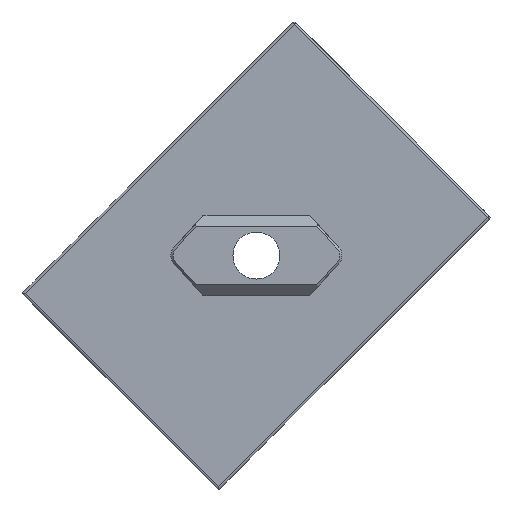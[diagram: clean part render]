
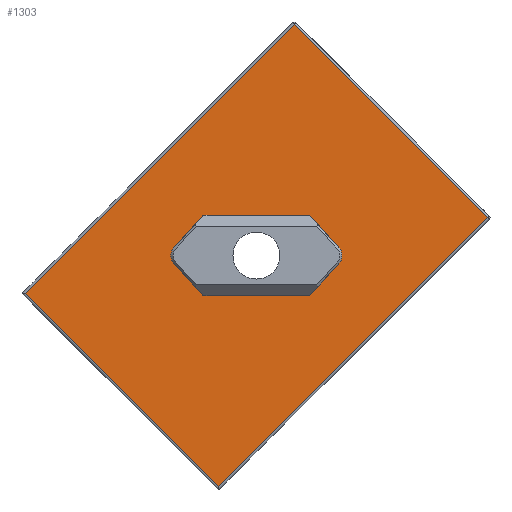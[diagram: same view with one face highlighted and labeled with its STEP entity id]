
A CAD part, front view. The second image highlights one B-rep face of the part: STEP entity #1303.
In plain terms, the highlighted planar face has unit normal (0, -1, 0).
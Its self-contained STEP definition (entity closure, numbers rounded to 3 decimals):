
#33 = CARTESIAN_POINT ( 'NONE',  ( -14.239, 5.879, -14.213 ) ) ;
#57 = DIRECTION ( 'NONE',  ( 1., 0., 0. ) ) ;
#77 = EDGE_CURVE ( 'NONE', #396, #2566, #1321, .T. ) ;
#143 = CARTESIAN_POINT ( 'NONE',  ( -15.798, 5.879, 7.778 ) ) ;
#178 = DIRECTION ( 'NONE',  ( 1., 0., 0. ) ) ;
#179 = ORIENTED_EDGE ( 'NONE', *, *, #2105, .T. ) ;
#189 = VECTOR ( 'NONE', #2404, 1000. ) ;
#193 = CARTESIAN_POINT ( 'NONE',  ( -15.445, 5.879, 7.425 ) ) ;
#213 = DIRECTION ( 'NONE',  ( 1., 0., 0. ) ) ;
#223 = VECTOR ( 'NONE', #2859, 1000. ) ;
#227 = FACE_BOUND ( 'NONE', #919, .T. ) ;
#261 = DIRECTION ( 'NONE',  ( -0.707, 0., -0.707 ) ) ;
#278 = CARTESIAN_POINT ( 'NONE',  ( -7.804, 5.879, 4.876 ) ) ;
#333 = CARTESIAN_POINT ( 'NONE',  ( -7.979, 5.879, 10.149 ) ) ;
#334 = ORIENTED_EDGE ( 'NONE', *, *, #1668, .T. ) ;
#337 = CIRCLE ( 'NONE', #1423, 4.1 ) ;
#396 = VERTEX_POINT ( 'NONE', #1748 ) ;
#409 = LINE ( 'NONE', #2886, #189 ) ;
#417 = VERTEX_POINT ( 'NONE', #1458 ) ;
#443 = EDGE_CURVE ( 'NONE', #2554, #1441, #771, .T. ) ;
#482 = CARTESIAN_POINT ( 'NONE',  ( -10.703, 5.879, 7.075 ) ) ;
#548 = CARTESIAN_POINT ( 'NONE',  ( -13.603, 5.879, 4.876 ) ) ;
#576 = EDGE_CURVE ( 'NONE', #2566, #2290, #915, .T. ) ;
#585 = AXIS2_PLACEMENT_3D ( 'NONE', #698, #2787, #943 ) ;
#596 = LINE ( 'NONE', #2286, #3091 ) ;
#605 = CARTESIAN_POINT ( 'NONE',  ( -10.703, 5.879, 7.775 ) ) ;
#613 = CARTESIAN_POINT ( 'NONE',  ( -32.341, 5.879, 3.889 ) ) ;
#624 = CARTESIAN_POINT ( 'NONE',  ( -5.962, 5.879, 7.425 ) ) ;
#690 = EDGE_CURVE ( 'NONE', #1543, #1505, #596, .T. ) ;
#698 = CARTESIAN_POINT ( 'NONE',  ( -10.703, 5.879, 7.425 ) ) ;
#727 = CARTESIAN_POINT ( 'NONE',  ( 10.934, 5.879, 10.96 ) ) ;
#771 = LINE ( 'NONE', #1663, #1386 ) ;
#863 = CIRCLE ( 'NONE', #2633, 4.1 ) ;
#915 = LINE ( 'NONE', #2131, #2442 ) ;
#919 = EDGE_LOOP ( 'NONE', ( #2747, #1734, #1225, #2786, #2447, #1849, #1365, #2327, #2490 ) ) ;
#943 = DIRECTION ( 'NONE',  ( 1., 0., 0. ) ) ;
#944 = LINE ( 'NONE', #727, #223 ) ;
#977 = CIRCLE ( 'NONE', #1519, 4.1 ) ;
#1043 = EDGE_CURVE ( 'NONE', #1842, #396, #409, .T. ) ;
#1056 = FACE_OUTER_BOUND ( 'NONE', #2918, .T. ) ;
#1128 = VERTEX_POINT ( 'NONE', #1617 ) ;
#1149 = DIRECTION ( 'NONE',  ( 0.707, 0., 0.707 ) ) ;
#1223 = ORIENTED_EDGE ( 'NONE', *, *, #3031, .T. ) ;
#1225 = ORIENTED_EDGE ( 'NONE', *, *, #576, .T. ) ;
#1234 = CARTESIAN_POINT ( 'NONE',  ( -5.609, 5.879, 7.778 ) ) ;
#1302 = EDGE_CURVE ( 'NONE', #2748, #2554, #2934, .T. ) ;
#1303 = ADVANCED_FACE ( 'NONE', ( #1056, #227 ), #2610, .T. ) ;
#1321 = CIRCLE ( 'NONE', #2665, 0.5 ) ;
#1327 = DIRECTION ( 'NONE',  ( 0., 1., 0. ) ) ;
#1365 = ORIENTED_EDGE ( 'NONE', *, *, #443, .T. ) ;
#1386 = VECTOR ( 'NONE', #261, 1000. ) ;
#1418 = LINE ( 'NONE', #333, #2006 ) ;
#1423 = AXIS2_PLACEMENT_3D ( 'NONE', #482, #2669, #57 ) ;
#1441 = VERTEX_POINT ( 'NONE', #278 ) ;
#1458 = CARTESIAN_POINT ( 'NONE',  ( -7.804, 5.879, 9.974 ) ) ;
#1498 = VERTEX_POINT ( 'NONE', #2724 ) ;
#1505 = VERTEX_POINT ( 'NONE', #2271 ) ;
#1519 = AXIS2_PLACEMENT_3D ( 'NONE', #605, #2986, #2027 ) ;
#1538 = EDGE_CURVE ( 'NONE', #1498, #1842, #863, .T. ) ;
#1543 = VERTEX_POINT ( 'NONE', #613 ) ;
#1595 = CARTESIAN_POINT ( 'NONE',  ( -10.703, 5.879, 7.775 ) ) ;
#1617 = CARTESIAN_POINT ( 'NONE',  ( 10.934, 5.879, 10.96 ) ) ;
#1663 = CARTESIAN_POINT ( 'NONE',  ( -7.979, 5.879, 4.701 ) ) ;
#1668 = EDGE_CURVE ( 'NONE', #1128, #1827, #944, .T. ) ;
#1671 = AXIS2_PLACEMENT_3D ( 'NONE', #624, #1327, #3112 ) ;
#1734 = ORIENTED_EDGE ( 'NONE', *, *, #77, .T. ) ;
#1746 = CARTESIAN_POINT ( 'NONE',  ( -13.603, 5.879, 9.974 ) ) ;
#1748 = CARTESIAN_POINT ( 'NONE',  ( -15.798, 5.879, 7.071 ) ) ;
#1827 = VERTEX_POINT ( 'NONE', #2385 ) ;
#1842 = VERTEX_POINT ( 'NONE', #548 ) ;
#1849 = ORIENTED_EDGE ( 'NONE', *, *, #1302, .T. ) ;
#1969 = DIRECTION ( 'NONE',  ( 0.707, 0., 0.707 ) ) ;
#1992 = DIRECTION ( 'NONE',  ( -0.707, 0., -0.707 ) ) ;
#2006 = VECTOR ( 'NONE', #2768, 1000. ) ;
#2027 = DIRECTION ( 'NONE',  ( 1., 0., 0. ) ) ;
#2105 = EDGE_CURVE ( 'NONE', #1827, #1543, #2348, .T. ) ;
#2131 = CARTESIAN_POINT ( 'NONE',  ( -13.428, 5.879, 10.149 ) ) ;
#2168 = VECTOR ( 'NONE', #1992, 1000. ) ;
#2271 = CARTESIAN_POINT ( 'NONE',  ( -14.239, 5.879, -14.213 ) ) ;
#2282 = EDGE_CURVE ( 'NONE', #2290, #417, #337, .T. ) ;
#2286 = CARTESIAN_POINT ( 'NONE',  ( -32.341, 5.879, 3.889 ) ) ;
#2290 = VERTEX_POINT ( 'NONE', #1746 ) ;
#2327 = ORIENTED_EDGE ( 'NONE', *, *, #2382, .T. ) ;
#2348 = LINE ( 'NONE', #2711, #2168 ) ;
#2382 = EDGE_CURVE ( 'NONE', #1441, #1498, #977, .T. ) ;
#2385 = CARTESIAN_POINT ( 'NONE',  ( -7.168, 5.879, 29.062 ) ) ;
#2404 = DIRECTION ( 'NONE',  ( -0.707, 0., 0.707 ) ) ;
#2405 = EDGE_CURVE ( 'NONE', #417, #2748, #1418, .T. ) ;
#2442 = VECTOR ( 'NONE', #1149, 1000. ) ;
#2447 = ORIENTED_EDGE ( 'NONE', *, *, #2405, .T. ) ;
#2490 = ORIENTED_EDGE ( 'NONE', *, *, #1538, .T. ) ;
#2502 = DIRECTION ( 'NONE',  ( 0.707, 0., -0.707 ) ) ;
#2554 = VERTEX_POINT ( 'NONE', #2721 ) ;
#2566 = VERTEX_POINT ( 'NONE', #143 ) ;
#2571 = DIRECTION ( 'NONE',  ( 0., 1., 0. ) ) ;
#2610 = PLANE ( 'NONE',  #585 ) ;
#2633 = AXIS2_PLACEMENT_3D ( 'NONE', #1595, #3027, #178 ) ;
#2665 = AXIS2_PLACEMENT_3D ( 'NONE', #193, #2571, #213 ) ;
#2669 = DIRECTION ( 'NONE',  ( 0., 1., 0. ) ) ;
#2711 = CARTESIAN_POINT ( 'NONE',  ( -7.168, 5.879, 29.062 ) ) ;
#2721 = CARTESIAN_POINT ( 'NONE',  ( -5.609, 5.879, 7.071 ) ) ;
#2724 = CARTESIAN_POINT ( 'NONE',  ( -10.703, 5.879, 3.675 ) ) ;
#2747 = ORIENTED_EDGE ( 'NONE', *, *, #1043, .T. ) ;
#2748 = VERTEX_POINT ( 'NONE', #1234 ) ;
#2768 = DIRECTION ( 'NONE',  ( 0.707, 0., -0.707 ) ) ;
#2786 = ORIENTED_EDGE ( 'NONE', *, *, #2282, .T. ) ;
#2787 = DIRECTION ( 'NONE',  ( 0., -1., 0. ) ) ;
#2859 = DIRECTION ( 'NONE',  ( -0.707, 0., 0.707 ) ) ;
#2865 = LINE ( 'NONE', #33, #2933 ) ;
#2886 = CARTESIAN_POINT ( 'NONE',  ( -13.428, 5.879, 4.701 ) ) ;
#2900 = ORIENTED_EDGE ( 'NONE', *, *, #690, .T. ) ;
#2918 = EDGE_LOOP ( 'NONE', ( #2900, #1223, #334, #179 ) ) ;
#2933 = VECTOR ( 'NONE', #1969, 1000. ) ;
#2934 = CIRCLE ( 'NONE', #1671, 0.5 ) ;
#2986 = DIRECTION ( 'NONE',  ( 0., 1., 0. ) ) ;
#3027 = DIRECTION ( 'NONE',  ( 0., 1., 0. ) ) ;
#3031 = EDGE_CURVE ( 'NONE', #1505, #1128, #2865, .T. ) ;
#3091 = VECTOR ( 'NONE', #2502, 1000. ) ;
#3112 = DIRECTION ( 'NONE',  ( 1., 0., 0. ) ) ;
